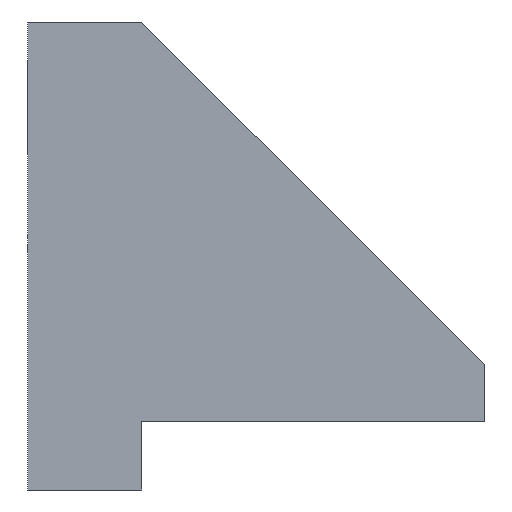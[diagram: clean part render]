
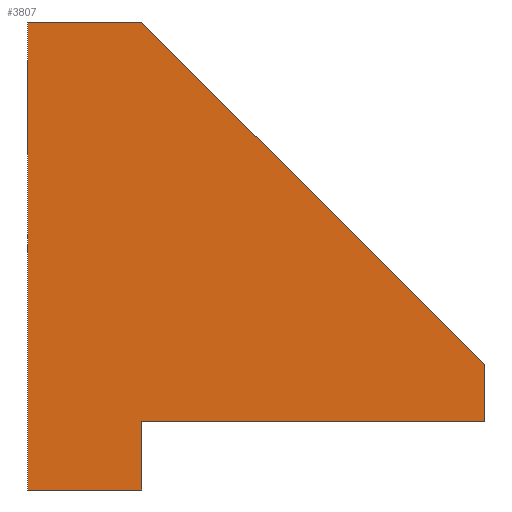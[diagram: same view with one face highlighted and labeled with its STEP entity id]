
A CAD part, left-side view. The second image highlights one B-rep face of the part: STEP entity #3807.
In plain terms, the highlighted planar face has unit normal (-1, 0, 0).
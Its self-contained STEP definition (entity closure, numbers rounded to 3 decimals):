
#38 = DIRECTION ( 'NONE',  ( 0., -1., 0. ) ) ;
#223 = ORIENTED_EDGE ( 'NONE', *, *, #376, .F. ) ;
#285 = DIRECTION ( 'NONE',  ( 0., -1., 0. ) ) ;
#287 = CARTESIAN_POINT ( 'NONE',  ( -55., 25., -6. ) ) ;
#303 = VERTEX_POINT ( 'NONE', #3531 ) ;
#376 = EDGE_CURVE ( 'NONE', #1962, #827, #2268, .T. ) ;
#388 = EDGE_CURVE ( 'NONE', #1962, #2190, #3873, .T. ) ;
#415 = VECTOR ( 'NONE', #2796, 1000. ) ;
#441 = PLANE ( 'NONE',  #1318 ) ;
#464 = EDGE_CURVE ( 'NONE', #3474, #3434, #3320, .T. ) ;
#740 = CARTESIAN_POINT ( 'NONE',  ( -55., 15., 0. ) ) ;
#772 = FACE_OUTER_BOUND ( 'NONE', #1418, .T. ) ;
#827 = VERTEX_POINT ( 'NONE', #3797 ) ;
#828 = LINE ( 'NONE', #3115, #415 ) ;
#1068 = CARTESIAN_POINT ( 'NONE',  ( -55., 25., -6. ) ) ;
#1102 = EDGE_CURVE ( 'NONE', #2168, #3434, #1837, .T. ) ;
#1159 = EDGE_CURVE ( 'NONE', #827, #303, #3185, .T. ) ;
#1170 = CARTESIAN_POINT ( 'NONE',  ( -55., 15., 0. ) ) ;
#1241 = DIRECTION ( 'NONE',  ( 0., 0., 1. ) ) ;
#1318 = AXIS2_PLACEMENT_3D ( 'NONE', #1754, #3056, #3815 ) ;
#1418 = EDGE_LOOP ( 'NONE', ( #3695, #3194, #3875, #223, #1795, #3012, #1645 ) ) ;
#1484 = VECTOR ( 'NONE', #2491, 1000. ) ;
#1505 = CARTESIAN_POINT ( 'NONE',  ( -55., -15., 5. ) ) ;
#1635 = VECTOR ( 'NONE', #3465, 1000. ) ;
#1645 = ORIENTED_EDGE ( 'NONE', *, *, #464, .T. ) ;
#1754 = CARTESIAN_POINT ( 'NONE',  ( -55., 15., 5. ) ) ;
#1795 = ORIENTED_EDGE ( 'NONE', *, *, #388, .T. ) ;
#1837 = LINE ( 'NONE', #4098, #1635 ) ;
#1962 = VERTEX_POINT ( 'NONE', #1068 ) ;
#2048 = EDGE_CURVE ( 'NONE', #303, #2168, #828, .T. ) ;
#2168 = VERTEX_POINT ( 'NONE', #1505 ) ;
#2190 = VERTEX_POINT ( 'NONE', #4071 ) ;
#2268 = LINE ( 'NONE', #2908, #4034 ) ;
#2341 = VECTOR ( 'NONE', #285, 1000. ) ;
#2452 = DIRECTION ( 'NONE',  ( 0., -1., 0. ) ) ;
#2491 = DIRECTION ( 'NONE',  ( 0., 0., 1. ) ) ;
#2680 = CARTESIAN_POINT ( 'NONE',  ( -55., 15., 0. ) ) ;
#2796 = DIRECTION ( 'NONE',  ( 0., -0.707, -0.707 ) ) ;
#2816 = LINE ( 'NONE', #1170, #1484 ) ;
#2873 = VECTOR ( 'NONE', #2452, 1000. ) ;
#2908 = CARTESIAN_POINT ( 'NONE',  ( -55., 25., 0. ) ) ;
#2967 = CARTESIAN_POINT ( 'NONE',  ( -55., -15., 0. ) ) ;
#3012 = ORIENTED_EDGE ( 'NONE', *, *, #3962, .T. ) ;
#3056 = DIRECTION ( 'NONE',  ( 1., 0., 0. ) ) ;
#3115 = CARTESIAN_POINT ( 'NONE',  ( -55., 15., 35. ) ) ;
#3185 = LINE ( 'NONE', #3801, #2341 ) ;
#3194 = ORIENTED_EDGE ( 'NONE', *, *, #2048, .F. ) ;
#3320 = LINE ( 'NONE', #740, #3488 ) ;
#3434 = VERTEX_POINT ( 'NONE', #2967 ) ;
#3465 = DIRECTION ( 'NONE',  ( 0., 0., -1. ) ) ;
#3474 = VERTEX_POINT ( 'NONE', #2680 ) ;
#3488 = VECTOR ( 'NONE', #38, 1000. ) ;
#3531 = CARTESIAN_POINT ( 'NONE',  ( -55., 15., 35. ) ) ;
#3695 = ORIENTED_EDGE ( 'NONE', *, *, #1102, .F. ) ;
#3797 = CARTESIAN_POINT ( 'NONE',  ( -55., 25., 35. ) ) ;
#3801 = CARTESIAN_POINT ( 'NONE',  ( -55., 25., 35. ) ) ;
#3807 = ADVANCED_FACE ( 'NONE', ( #772 ), #441, .F. ) ;
#3815 = DIRECTION ( 'NONE',  ( 0., 1., 0. ) ) ;
#3873 = LINE ( 'NONE', #287, #2873 ) ;
#3875 = ORIENTED_EDGE ( 'NONE', *, *, #1159, .F. ) ;
#3962 = EDGE_CURVE ( 'NONE', #2190, #3474, #2816, .T. ) ;
#4034 = VECTOR ( 'NONE', #1241, 1000. ) ;
#4071 = CARTESIAN_POINT ( 'NONE',  ( -55., 15., -6. ) ) ;
#4098 = CARTESIAN_POINT ( 'NONE',  ( -55., -15., 5. ) ) ;
